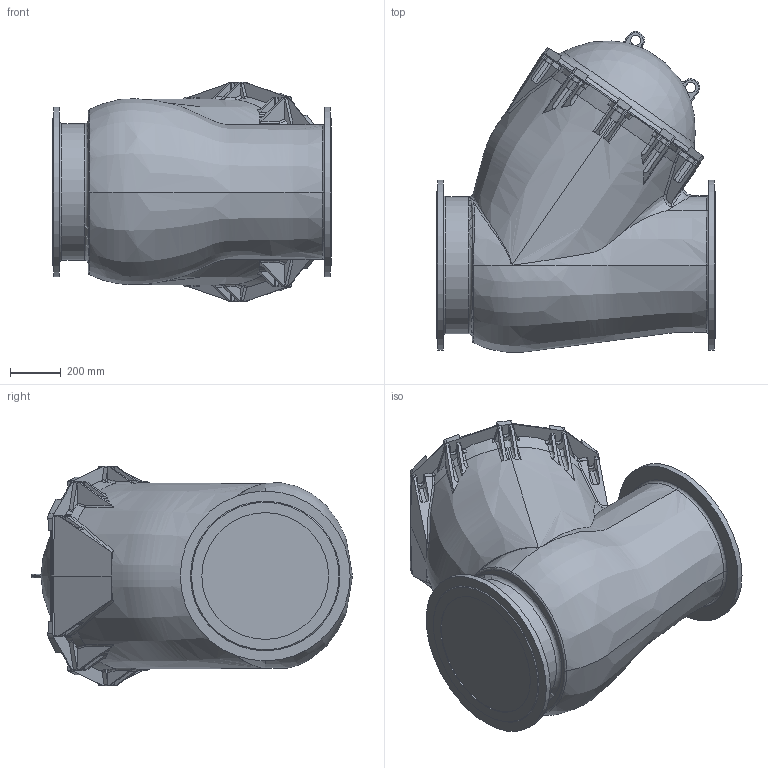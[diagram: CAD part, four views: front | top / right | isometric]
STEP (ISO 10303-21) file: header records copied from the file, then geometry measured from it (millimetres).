
FILE_DESCRIPTION (( 'STEP AP203' ), '1' );
FILE_NAME ('O_53_35_DN500_AA1_step.step', '2016-05-12T06:58:01', ( 'Windows User' ), ( 'AVK' ), 'SwSTEP 2.0', 'SolidWorks 2012', '' );
FILE_SCHEMA (( 'CONFIG_CONTROL_DESIGN' ));
Products named in the file (1): O_53_35_DN500_AA1_step
Bounding box: 1100 x 1266.42 x 866 mm (x, y, z)
Volume: 562914915.2 mm3; surface area: 4905763.8 mm2
Topology: 1 solids, 1 shells, 465 faces, 1262 edges, 807 vertices
Faces by surface type: plane 243, bspline 114, cylinder 82, cone 13, torus 12, sphere 1
Full cylindrical faces by diameter (mm): 40 x2, 500 x2, 540 x1, 670 x2
Entity records: 30359 total; most frequent: CARTESIAN_POINT 19841, ORIENTED_EDGE 2490, DIRECTION 1740, EDGE_CURVE 1245, VERTEX_POINT 803, AXIS2_PLACEMENT_3D 601, VECTOR 538, LINE 538
